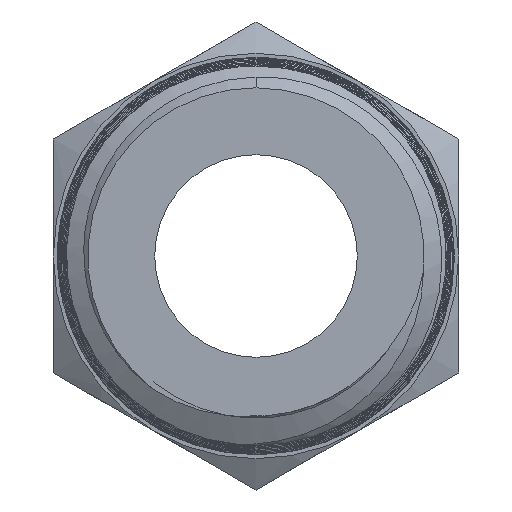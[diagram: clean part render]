
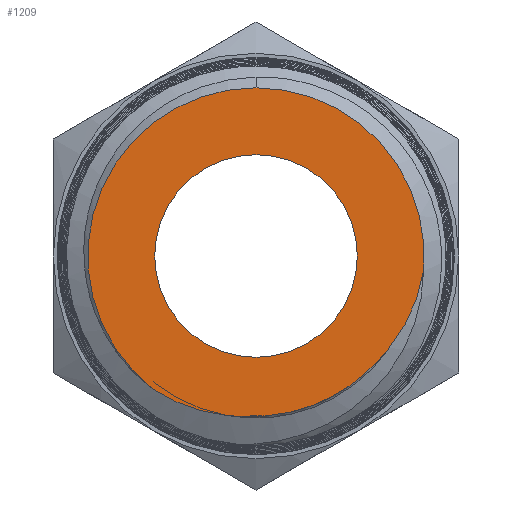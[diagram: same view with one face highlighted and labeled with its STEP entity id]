
A CAD part, left-side view. The second image highlights one B-rep face of the part: STEP entity #1209.
In plain terms, the highlighted face is planar.
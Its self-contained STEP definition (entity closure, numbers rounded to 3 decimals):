
#67=B_SPLINE_CURVE_WITH_KNOTS('',3,(#4033,#4034,#4035,#4036,#4037,#4038,
#4039,#4040,#4041,#4042,#4043,#4044,#4045,#4046,#4047,#4048,#4049,#4050,
#4051,#4052,#4053,#4054,#4055,#4056,#4057,#4058,#4059,#4060,#4061,#4062,
#4063,#4064,#4065,#4066),.UNSPECIFIED.,.F.,.F.,(4,3,3,3,3,3,3,3,3,3,3,4),
(0.004,0.004,0.004,0.004,
0.005,0.005,0.005,0.005,
0.005,0.006,0.006,0.007),
 .UNSPECIFIED.);
#70=B_SPLINE_CURVE_WITH_KNOTS('',3,(#4823,#4824,#4825,#4826,#4827,#4828,
#4829,#4830,#4831,#4832,#4833,#4834,#4835,#4836,#4837,#4838,#4839,#4840,
#4841,#4842,#4843,#4844,#4845,#4846,#4847,#4848,#4849,#4850,#4851,#4852,
#4853,#4854,#4855,#4856,#4857,#4858,#4859),.UNSPECIFIED.,.F.,.F.,(4,3,3,
3,3,3,3,3,3,3,3,3,4),(0.,0.,0.001,0.001,
0.001,0.001,0.002,0.002,
0.002,0.002,0.002,0.003,
0.003),.UNSPECIFIED.);
#71=B_SPLINE_CURVE_WITH_KNOTS('',3,(#5876,#5877,#5878,#5879,#5880,#5881,
#5882,#5883,#5884,#5885),.UNSPECIFIED.,.F.,.F.,(4,2,2,2,4),(-0.324,
-0.277,-0.196,-0.085,0.),
 .UNSPECIFIED.);
#285=FACE_BOUND('',#404,.T.);
#329=FACE_OUTER_BOUND('',#403,.T.);
#403=EDGE_LOOP('',(#988,#989,#990,#991,#992));
#404=EDGE_LOOP('',(#993,#994));
#451=CIRCLE('',#1294,5.81);
#452=CIRCLE('',#1296,5.81);
#456=CIRCLE('',#1303,3.5);
#457=CIRCLE('',#1304,3.5);
#527=VERTEX_POINT('',#3136);
#530=VERTEX_POINT('',#3174);
#531=VERTEX_POINT('',#3178);
#538=VERTEX_POINT('',#3818);
#539=VERTEX_POINT('',#4575);
#540=VERTEX_POINT('',#5887);
#541=VERTEX_POINT('',#5888);
#684=EDGE_CURVE('',#527,#530,#451,.T.);
#685=EDGE_CURVE('',#530,#531,#452,.T.);
#696=EDGE_CURVE('',#531,#538,#67,.T.);
#700=EDGE_CURVE('',#539,#527,#70,.T.);
#701=EDGE_CURVE('',#538,#539,#71,.T.);
#702=EDGE_CURVE('',#540,#541,#456,.T.);
#703=EDGE_CURVE('',#541,#540,#457,.T.);
#988=ORIENTED_EDGE('',*,*,#684,.T.);
#989=ORIENTED_EDGE('',*,*,#685,.T.);
#990=ORIENTED_EDGE('',*,*,#696,.T.);
#991=ORIENTED_EDGE('',*,*,#701,.T.);
#992=ORIENTED_EDGE('',*,*,#700,.T.);
#993=ORIENTED_EDGE('',*,*,#702,.F.);
#994=ORIENTED_EDGE('',*,*,#703,.F.);
#1165=PLANE('',#1302);
#1209=ADVANCED_FACE('',(#329,#285),#1165,.F.);
#1294=AXIS2_PLACEMENT_3D('',#3176,#1474,#1475);
#1296=AXIS2_PLACEMENT_3D('',#3179,#1478,#1479);
#1302=AXIS2_PLACEMENT_3D('',#5886,#1491,#1492);
#1303=AXIS2_PLACEMENT_3D('',#5889,#1493,#1494);
#1304=AXIS2_PLACEMENT_3D('',#5890,#1495,#1496);
#1474=DIRECTION('center_axis',(0.,0.,
-1.));
#1475=DIRECTION('ref_axis',(0.,-1.,0.));
#1478=DIRECTION('center_axis',(0.,0.,
-1.));
#1479=DIRECTION('ref_axis',(0.,-1.,0.));
#1491=DIRECTION('center_axis',(0.,0.,
1.));
#1492=DIRECTION('ref_axis',(0.,1.,0.));
#1493=DIRECTION('center_axis',(0.,0.,
-1.));
#1494=DIRECTION('ref_axis',(0.,-1.,0.));
#1495=DIRECTION('center_axis',(0.,0.,
-1.));
#1496=DIRECTION('ref_axis',(0.,-1.,0.));
#3136=CARTESIAN_POINT('',(-5.786,-0.527,0.));
#3174=CARTESIAN_POINT('',(0.,5.81,0.));
#3176=CARTESIAN_POINT('Origin',(0.,0.,0.));
#3178=CARTESIAN_POINT('',(3.564,-4.588,0.));
#3179=CARTESIAN_POINT('Origin',(0.,0.,0.));
#3818=CARTESIAN_POINT('',(1.01,-5.508,0.));
#4033=CARTESIAN_POINT('Ctrl Pts',(3.564,-4.588,0.));
#4034=CARTESIAN_POINT('Ctrl Pts',(3.488,-4.639,0.));
#4035=CARTESIAN_POINT('Ctrl Pts',(3.41,-4.687,0.));
#4036=CARTESIAN_POINT('Ctrl Pts',(3.332,-4.734,0.));
#4037=CARTESIAN_POINT('Ctrl Pts',(3.253,-4.781,0.));
#4038=CARTESIAN_POINT('Ctrl Pts',(3.174,-4.826,0.));
#4039=CARTESIAN_POINT('Ctrl Pts',(3.093,-4.869,0.));
#4040=CARTESIAN_POINT('Ctrl Pts',(3.068,-4.883,0.));
#4041=CARTESIAN_POINT('Ctrl Pts',(3.042,-4.896,0.));
#4042=CARTESIAN_POINT('Ctrl Pts',(3.016,-4.91,0.));
#4043=CARTESIAN_POINT('Ctrl Pts',(2.999,-4.919,0.));
#4044=CARTESIAN_POINT('Ctrl Pts',(2.982,-4.927,0.));
#4045=CARTESIAN_POINT('Ctrl Pts',(2.965,-4.936,0.));
#4046=CARTESIAN_POINT('Ctrl Pts',(2.86,-4.988,0.));
#4047=CARTESIAN_POINT('Ctrl Pts',(2.754,-5.037,0.));
#4048=CARTESIAN_POINT('Ctrl Pts',(2.647,-5.083,0.));
#4049=CARTESIAN_POINT('Ctrl Pts',(2.554,-5.123,0.));
#4050=CARTESIAN_POINT('Ctrl Pts',(2.46,-5.16,0.));
#4051=CARTESIAN_POINT('Ctrl Pts',(2.366,-5.195,0.));
#4052=CARTESIAN_POINT('Ctrl Pts',(2.344,-5.203,0.));
#4053=CARTESIAN_POINT('Ctrl Pts',(2.323,-5.21,0.));
#4054=CARTESIAN_POINT('Ctrl Pts',(2.302,-5.218,0.));
#4055=CARTESIAN_POINT('Ctrl Pts',(2.261,-5.232,0.));
#4056=CARTESIAN_POINT('Ctrl Pts',(2.22,-5.246,0.));
#4057=CARTESIAN_POINT('Ctrl Pts',(2.179,-5.26,0.));
#4058=CARTESIAN_POINT('Ctrl Pts',(2.039,-5.306,0.));
#4059=CARTESIAN_POINT('Ctrl Pts',(1.896,-5.346,0.));
#4060=CARTESIAN_POINT('Ctrl Pts',(1.752,-5.381,0.));
#4061=CARTESIAN_POINT('Ctrl Pts',(1.605,-5.416,0.));
#4062=CARTESIAN_POINT('Ctrl Pts',(1.456,-5.446,0.));
#4063=CARTESIAN_POINT('Ctrl Pts',(1.306,-5.47,0.));
#4064=CARTESIAN_POINT('Ctrl Pts',(1.208,-5.485,0.));
#4065=CARTESIAN_POINT('Ctrl Pts',(1.109,-5.498,0.));
#4066=CARTESIAN_POINT('Ctrl Pts',(1.01,-5.508,0.));
#4575=CARTESIAN_POINT('',(-4.603,-3.176,0.));
#4823=CARTESIAN_POINT('Ctrl Pts',(-4.603,-3.176,0.));
#4824=CARTESIAN_POINT('Ctrl Pts',(-4.674,-3.089,0.));
#4825=CARTESIAN_POINT('Ctrl Pts',(-4.742,-2.999,0.));
#4826=CARTESIAN_POINT('Ctrl Pts',(-4.806,-2.908,0.));
#4827=CARTESIAN_POINT('Ctrl Pts',(-4.873,-2.815,0.));
#4828=CARTESIAN_POINT('Ctrl Pts',(-4.936,-2.721,0.));
#4829=CARTESIAN_POINT('Ctrl Pts',(-4.996,-2.624,0.));
#4830=CARTESIAN_POINT('Ctrl Pts',(-5.056,-2.528,0.));
#4831=CARTESIAN_POINT('Ctrl Pts',(-5.113,-2.43,0.));
#4832=CARTESIAN_POINT('Ctrl Pts',(-5.168,-2.33,0.));
#4833=CARTESIAN_POINT('Ctrl Pts',(-5.222,-2.23,0.));
#4834=CARTESIAN_POINT('Ctrl Pts',(-5.273,-2.128,0.));
#4835=CARTESIAN_POINT('Ctrl Pts',(-5.322,-2.025,0.));
#4836=CARTESIAN_POINT('Ctrl Pts',(-5.337,-1.993,0.));
#4837=CARTESIAN_POINT('Ctrl Pts',(-5.351,-1.962,0.));
#4838=CARTESIAN_POINT('Ctrl Pts',(-5.365,-1.93,0.));
#4839=CARTESIAN_POINT('Ctrl Pts',(-5.402,-1.848,0.));
#4840=CARTESIAN_POINT('Ctrl Pts',(-5.437,-1.765,0.));
#4841=CARTESIAN_POINT('Ctrl Pts',(-5.469,-1.681,0.));
#4842=CARTESIAN_POINT('Ctrl Pts',(-5.502,-1.598,0.));
#4843=CARTESIAN_POINT('Ctrl Pts',(-5.533,-1.513,0.));
#4844=CARTESIAN_POINT('Ctrl Pts',(-5.562,-1.428,0.));
#4845=CARTESIAN_POINT('Ctrl Pts',(-5.579,-1.378,0.));
#4846=CARTESIAN_POINT('Ctrl Pts',(-5.595,-1.327,0.));
#4847=CARTESIAN_POINT('Ctrl Pts',(-5.61,-1.277,0.));
#4848=CARTESIAN_POINT('Ctrl Pts',(-5.621,-1.241,0.));
#4849=CARTESIAN_POINT('Ctrl Pts',(-5.632,-1.204,0.));
#4850=CARTESIAN_POINT('Ctrl Pts',(-5.643,-1.168,0.));
#4851=CARTESIAN_POINT('Ctrl Pts',(-5.647,-1.154,0.));
#4852=CARTESIAN_POINT('Ctrl Pts',(-5.651,-1.139,0.));
#4853=CARTESIAN_POINT('Ctrl Pts',(-5.655,-1.125,0.));
#4854=CARTESIAN_POINT('Ctrl Pts',(-5.685,-1.014,0.));
#4855=CARTESIAN_POINT('Ctrl Pts',(-5.713,-0.902,
0.));
#4856=CARTESIAN_POINT('Ctrl Pts',(-5.736,-0.79,
0.));
#4857=CARTESIAN_POINT('Ctrl Pts',(-5.755,-0.703,
0.));
#4858=CARTESIAN_POINT('Ctrl Pts',(-5.772,-0.615,
0.));
#4859=CARTESIAN_POINT('Ctrl Pts',(-5.786,-0.527,
0.));
#5876=CARTESIAN_POINT('Ctrl Pts',(1.01,-5.508,0.));
#5877=CARTESIAN_POINT('Ctrl Pts',(0.723,-5.538,0.));
#5878=CARTESIAN_POINT('Ctrl Pts',(0.311,-5.572,0.));
#5879=CARTESIAN_POINT('Ctrl Pts',(-1.017,-5.491,0.));
#5880=CARTESIAN_POINT('Ctrl Pts',(-1.667,-5.282,0.));
#5881=CARTESIAN_POINT('Ctrl Pts',(-2.727,-4.843,0.));
#5882=CARTESIAN_POINT('Ctrl Pts',(-3.288,-4.486,0.));
#5883=CARTESIAN_POINT('Ctrl Pts',(-4.16,-3.712,0.));
#5884=CARTESIAN_POINT('Ctrl Pts',(-4.426,-3.396,0.));
#5885=CARTESIAN_POINT('Ctrl Pts',(-4.603,-3.176,0.));
#5886=CARTESIAN_POINT('Origin',(0.,3.5,0.));
#5887=CARTESIAN_POINT('',(0.,-3.5,0.));
#5888=CARTESIAN_POINT('',(0.,3.5,0.));
#5889=CARTESIAN_POINT('Origin',(0.,0.,0.));
#5890=CARTESIAN_POINT('Origin',(0.,0.,0.));
